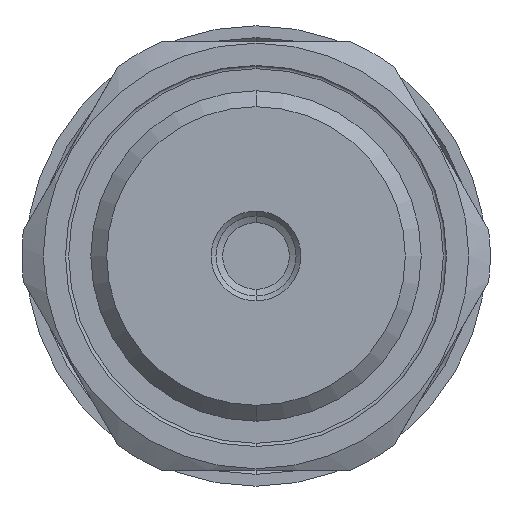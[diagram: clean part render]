
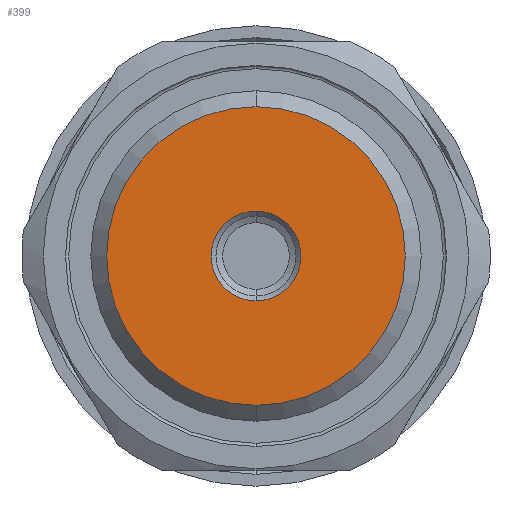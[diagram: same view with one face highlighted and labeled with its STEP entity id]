
A CAD part, front view. The second image highlights one B-rep face of the part: STEP entity #399.
In plain terms, the highlighted planar face has unit normal (0, -1, 0).
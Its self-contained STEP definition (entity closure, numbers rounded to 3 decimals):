
#270 = FACE_OUTER_BOUND ( 'NONE', #3381, .T. ) ;
#351 = VERTEX_POINT ( 'NONE', #4151 ) ;
#399 = ADVANCED_FACE ( 'NONE', ( #542, #270 ), #3588, .T. ) ;
#507 = EDGE_CURVE ( 'NONE', #4512, #4861, #1255, .T. ) ;
#542 = FACE_BOUND ( 'NONE', #3523, .T. ) ;
#848 = VERTEX_POINT ( 'NONE', #4459 ) ;
#892 = DIRECTION ( 'NONE',  ( 0., 0., -1. ) ) ;
#921 = DIRECTION ( 'NONE',  ( 0., -1., 0. ) ) ;
#955 = CIRCLE ( 'NONE', #4300, 9.406 ) ;
#1038 = AXIS2_PLACEMENT_3D ( 'NONE', #3597, #3767, #3574 ) ;
#1042 = CARTESIAN_POINT ( 'NONE',  ( 0., -14., 0. ) ) ;
#1116 = AXIS2_PLACEMENT_3D ( 'NONE', #2478, #2470, #2456 ) ;
#1255 = CIRCLE ( 'NONE', #1116, 2.825 ) ;
#1638 = DIRECTION ( 'NONE',  ( 0., 0., -1. ) ) ;
#1657 = DIRECTION ( 'NONE',  ( 0., -1., 0. ) ) ;
#1667 = CARTESIAN_POINT ( 'NONE',  ( 0., -14., 0. ) ) ;
#1958 = CIRCLE ( 'NONE', #3170, 9.406 ) ;
#2456 = DIRECTION ( 'NONE',  ( 0., 0., -1. ) ) ;
#2470 = DIRECTION ( 'NONE',  ( 0., -1., 0. ) ) ;
#2478 = CARTESIAN_POINT ( 'NONE',  ( 0., -14., 0. ) ) ;
#2578 = ORIENTED_EDGE ( 'NONE', *, *, #3000, .F. ) ;
#2588 = ORIENTED_EDGE ( 'NONE', *, *, #507, .F. ) ;
#2616 = ORIENTED_EDGE ( 'NONE', *, *, #3112, .T. ) ;
#2633 = ORIENTED_EDGE ( 'NONE', *, *, #4263, .T. ) ;
#2721 = DIRECTION ( 'NONE',  ( 0., 0., -1. ) ) ;
#2875 = DIRECTION ( 'NONE',  ( 0., -1., 0. ) ) ;
#2985 = CARTESIAN_POINT ( 'NONE',  ( 0., -14., 0. ) ) ;
#3000 = EDGE_CURVE ( 'NONE', #4861, #4512, #5257, .T. ) ;
#3112 = EDGE_CURVE ( 'NONE', #351, #848, #955, .T. ) ;
#3170 = AXIS2_PLACEMENT_3D ( 'NONE', #1667, #1657, #1638 ) ;
#3354 = CARTESIAN_POINT ( 'NONE',  ( 0., -14., -2.825 ) ) ;
#3381 = EDGE_LOOP ( 'NONE', ( #2616, #2633 ) ) ;
#3523 = EDGE_LOOP ( 'NONE', ( #2578, #2588 ) ) ;
#3539 = AXIS2_PLACEMENT_3D ( 'NONE', #2985, #2875, #2721 ) ;
#3574 = DIRECTION ( 'NONE',  ( 0., 0., -1. ) ) ;
#3588 = PLANE ( 'NONE',  #1038 ) ;
#3597 = CARTESIAN_POINT ( 'NONE',  ( 9.406, -14., 0. ) ) ;
#3767 = DIRECTION ( 'NONE',  ( 0., -1., 0. ) ) ;
#4151 = CARTESIAN_POINT ( 'NONE',  ( 0., -14., 9.406 ) ) ;
#4263 = EDGE_CURVE ( 'NONE', #848, #351, #1958, .T. ) ;
#4300 = AXIS2_PLACEMENT_3D ( 'NONE', #1042, #921, #892 ) ;
#4459 = CARTESIAN_POINT ( 'NONE',  ( 0., -14., -9.406 ) ) ;
#4512 = VERTEX_POINT ( 'NONE', #4822 ) ;
#4822 = CARTESIAN_POINT ( 'NONE',  ( 0., -14., 2.825 ) ) ;
#4861 = VERTEX_POINT ( 'NONE', #3354 ) ;
#5257 = CIRCLE ( 'NONE', #3539, 2.825 ) ;
